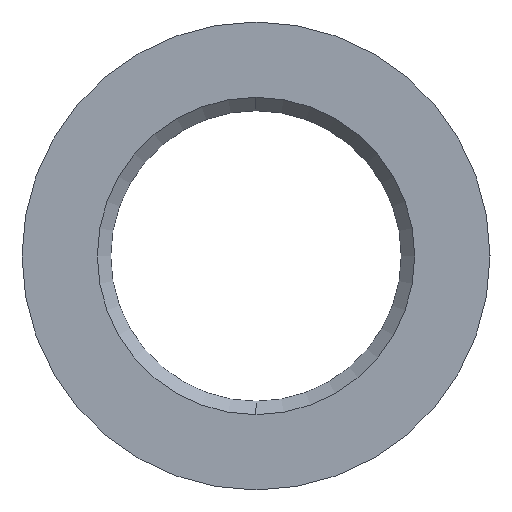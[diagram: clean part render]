
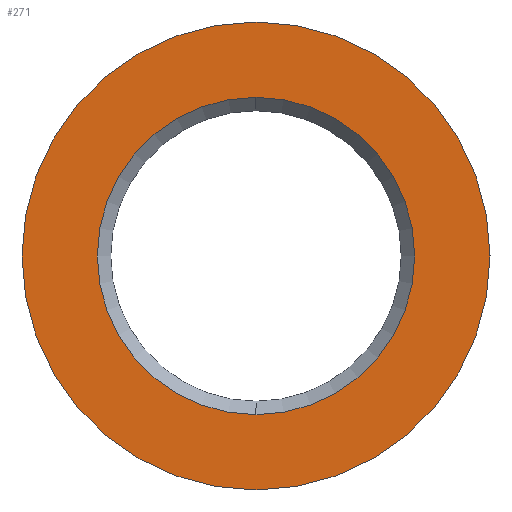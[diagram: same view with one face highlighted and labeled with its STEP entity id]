
A CAD part, left-side view. The second image highlights one B-rep face of the part: STEP entity #271.
In plain terms, the highlighted planar face has unit normal (-1, 0, 0).
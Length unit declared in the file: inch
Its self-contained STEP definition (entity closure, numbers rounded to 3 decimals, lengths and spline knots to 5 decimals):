
#9 = EDGE_CURVE ( 'NONE', #191, #217, #145, .T. ) ;
#10 = VERTEX_POINT ( 'NONE', #298 ) ;
#22 = CARTESIAN_POINT ( 'NONE',  ( -0.011, 0.0435, 0. ) ) ;
#27 = FACE_BOUND ( 'NONE', #272, .T. ) ;
#28 = ORIENTED_EDGE ( 'NONE', *, *, #9, .F. ) ;
#33 = EDGE_LOOP ( 'NONE', ( #28, #303 ) ) ;
#49 = AXIS2_PLACEMENT_3D ( 'NONE', #22, #246, #305 ) ;
#51 = DIRECTION ( 'NONE',  ( 1., 0., 0. ) ) ;
#52 = EDGE_CURVE ( 'NONE', #10, #209, #67, .T. ) ;
#57 = CARTESIAN_POINT ( 'NONE',  ( -0.011, 0., 0.0295 ) ) ;
#67 = CIRCLE ( 'NONE', #332, 0.0295 ) ;
#70 = DIRECTION ( 'NONE',  ( 1., 0., 0. ) ) ;
#73 = DIRECTION ( 'NONE',  ( 1., 0., 0. ) ) ;
#78 = EDGE_CURVE ( 'NONE', #217, #191, #347, .T. ) ;
#81 = ORIENTED_EDGE ( 'NONE', *, *, #179, .T. ) ;
#129 = FACE_OUTER_BOUND ( 'NONE', #33, .T. ) ;
#130 = AXIS2_PLACEMENT_3D ( 'NONE', #180, #51, #270 ) ;
#144 = ORIENTED_EDGE ( 'NONE', *, *, #52, .T. ) ;
#145 = CIRCLE ( 'NONE', #235, 0.0435 ) ;
#149 = CARTESIAN_POINT ( 'NONE',  ( -0.011, 0., 0. ) ) ;
#179 = EDGE_CURVE ( 'NONE', #209, #10, #258, .T. ) ;
#180 = CARTESIAN_POINT ( 'NONE',  ( -0.011, 0., 0. ) ) ;
#191 = VERTEX_POINT ( 'NONE', #215 ) ;
#209 = VERTEX_POINT ( 'NONE', #57 ) ;
#211 = PLANE ( 'NONE',  #49 ) ;
#215 = CARTESIAN_POINT ( 'NONE',  ( -0.011, 0., -0.0435 ) ) ;
#217 = VERTEX_POINT ( 'NONE', #248 ) ;
#225 = AXIS2_PLACEMENT_3D ( 'NONE', #261, #291, #290 ) ;
#235 = AXIS2_PLACEMENT_3D ( 'NONE', #237, #73, #263 ) ;
#237 = CARTESIAN_POINT ( 'NONE',  ( -0.011, 0., 0. ) ) ;
#246 = DIRECTION ( 'NONE',  ( -1., 0., 0. ) ) ;
#248 = CARTESIAN_POINT ( 'NONE',  ( -0.011, 0., 0.0435 ) ) ;
#258 = CIRCLE ( 'NONE', #130, 0.0295 ) ;
#261 = CARTESIAN_POINT ( 'NONE',  ( -0.011, 0., 0. ) ) ;
#263 = DIRECTION ( 'NONE',  ( 0., 0., -1. ) ) ;
#267 = DIRECTION ( 'NONE',  ( 0., 0., -1. ) ) ;
#270 = DIRECTION ( 'NONE',  ( 0., 0., -1. ) ) ;
#271 = ADVANCED_FACE ( 'NONE', ( #27, #129 ), #211, .T. ) ;
#272 = EDGE_LOOP ( 'NONE', ( #81, #144 ) ) ;
#290 = DIRECTION ( 'NONE',  ( 0., 0., -1. ) ) ;
#291 = DIRECTION ( 'NONE',  ( 1., 0., 0. ) ) ;
#298 = CARTESIAN_POINT ( 'NONE',  ( -0.011, 0., -0.0295 ) ) ;
#303 = ORIENTED_EDGE ( 'NONE', *, *, #78, .F. ) ;
#305 = DIRECTION ( 'NONE',  ( 0., 0., 1. ) ) ;
#332 = AXIS2_PLACEMENT_3D ( 'NONE', #149, #70, #267 ) ;
#347 = CIRCLE ( 'NONE', #225, 0.0435 ) ;
